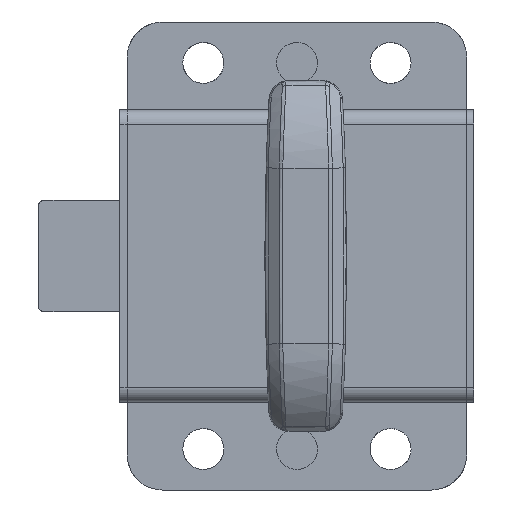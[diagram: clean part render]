
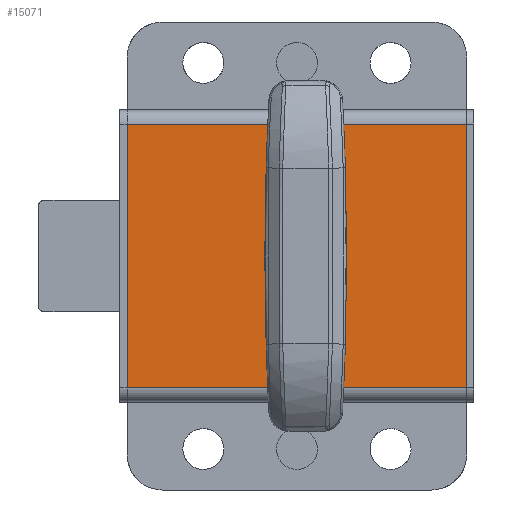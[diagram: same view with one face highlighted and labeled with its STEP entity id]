
A CAD part, front view. The second image highlights one B-rep face of the part: STEP entity #15071.
In plain terms, the highlighted free-form (B-spline) face has degree [1, 1] with [2, 2] control points.
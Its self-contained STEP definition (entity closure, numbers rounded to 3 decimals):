
#13247=CARTESIAN_POINT('',(4.963,-15.0,4.197));
#13248=VERTEX_POINT('',#13247);
#13254=CARTESIAN_POINT('',(0.,-15.0,6.5));
#13255=VERTEX_POINT('',#13254);
#13256=CARTESIAN_POINT('',(4.963,-15.0,4.197));
#13257=CARTESIAN_POINT('',(4.716,-15.0,4.489));
#13258=CARTESIAN_POINT('',(4.108,-15.,5.092));
#13259=CARTESIAN_POINT('',(2.948,-15.,5.858));
#13260=CARTESIAN_POINT('',(1.529,-15.,6.381));
#13261=CARTESIAN_POINT('',(0.5,-15.,6.5));
#13262=CARTESIAN_POINT('',(0.,-15.0,6.5));
#13263=B_SPLINE_CURVE_WITH_KNOTS('',3,(#13256,#13257,#13258,#13259,#13260,#13261,#13262),.UNSPECIFIED.,.F.,.U.,(4,1,1,1,4),(0.,1.147,2.559,4.147,5.647),.UNSPECIFIED.);
#13264=EDGE_CURVE('',#13248,#13255,#13263,.T.);
#13266=CARTESIAN_POINT('',(-6.5,-15.0,0.));
#13267=VERTEX_POINT('',#13266);
#13268=CARTESIAN_POINT('',(0.,-15.0,6.5));
#13269=CARTESIAN_POINT('',(-0.425,-15.,6.5));
#13270=CARTESIAN_POINT('',(-1.329,-15.,6.411));
#13271=CARTESIAN_POINT('',(-2.452,-15.,6.056));
#13272=CARTESIAN_POINT('',(-3.397,-15.,5.565));
#13273=CARTESIAN_POINT('',(-4.248,-15.,4.966));
#13274=CARTESIAN_POINT('',(-5.037,-15.,4.167));
#13275=CARTESIAN_POINT('',(-5.65,-15.,3.262));
#13276=CARTESIAN_POINT('',(-6.111,-15.,2.301));
#13277=CARTESIAN_POINT('',(-6.424,-15.,1.223));
#13278=CARTESIAN_POINT('',(-6.5,-15.,0.399));
#13279=CARTESIAN_POINT('',(-6.5,-15.0,0.));
#13280=B_SPLINE_CURVE_WITH_KNOTS('',3,(#13268,#13269,#13270,#13271,#13272,#13273,#13274,#13275,#13276,#13277,#13278,#13279),.UNSPECIFIED.,.F.,.U.,(4,1,1,1,1,1,1,1,1,4),(0.,1.276,2.712,3.51,4.467,5.823,6.86,7.737,9.014,10.21),.UNSPECIFIED.);
#13281=EDGE_CURVE('',#13255,#13267,#13280,.T.);
#13283=CARTESIAN_POINT('',(0.,-15.0,-6.5));
#13284=VERTEX_POINT('',#13283);
#13285=CARTESIAN_POINT('',(-6.5,-15.0,0.));
#13286=CARTESIAN_POINT('',(-6.5,-15.0,-0.558));
#13287=CARTESIAN_POINT('',(-6.383,-15.,-1.462));
#13288=CARTESIAN_POINT('',(-5.959,-15.,-2.67));
#13289=CARTESIAN_POINT('',(-5.367,-15.,-3.746));
#13290=CARTESIAN_POINT('',(-4.586,-15.,-4.663));
#13291=CARTESIAN_POINT('',(-3.566,-15.,-5.479));
#13292=CARTESIAN_POINT('',(-2.48,-15.,-6.059));
#13293=CARTESIAN_POINT('',(-1.223,-15.,-6.424));
#13294=CARTESIAN_POINT('',(-0.399,-15.,-6.5));
#13295=CARTESIAN_POINT('',(0.,-15.0,-6.5));
#13296=B_SPLINE_CURVE_WITH_KNOTS('',3,(#13285,#13286,#13287,#13288,#13289,#13290,#13291,#13292,#13293,#13294,#13295),.UNSPECIFIED.,.F.,.U.,(4,1,1,1,1,1,1,1,4),(0.,1.675,2.712,3.829,5.344,6.302,7.737,9.014,10.21),.UNSPECIFIED.);
#13297=EDGE_CURVE('',#13267,#13284,#13296,.T.);
#13299=CARTESIAN_POINT('',(4.474,-15.0,-4.715));
#13300=VERTEX_POINT('',#13299);
#13301=CARTESIAN_POINT('',(0.,-15.0,-6.5));
#13302=CARTESIAN_POINT('',(0.463,-15.,-6.5));
#13303=CARTESIAN_POINT('',(1.208,-15.,-6.42));
#13304=CARTESIAN_POINT('',(2.347,-15.,-6.094));
#13305=CARTESIAN_POINT('',(3.42,-15.,-5.583));
#13306=CARTESIAN_POINT('',(4.139,-15.,-5.033));
#13307=CARTESIAN_POINT('',(4.474,-15.0,-4.715));
#13308=B_SPLINE_CURVE_WITH_KNOTS('',3,(#13301,#13302,#13303,#13304,#13305,#13306,#13307),.UNSPECIFIED.,.F.,.U.,(4,1,1,1,4),(0.,1.388,2.236,3.547,4.935),.UNSPECIFIED.);
#13309=EDGE_CURVE('',#13284,#13300,#13308,.T.);
#13399=CARTESIAN_POINT('',(6.5,-15.0,0.));
#13400=VERTEX_POINT('',#13399);
#13401=CARTESIAN_POINT('',(4.474,-15.0,-4.715));
#13402=CARTESIAN_POINT('',(4.973,-15.,-4.242));
#13403=CARTESIAN_POINT('',(5.665,-15.0,-3.336));
#13404=CARTESIAN_POINT('',(6.342,-15.,-1.703));
#13405=CARTESIAN_POINT('',(6.5,-15.,-0.632));
#13406=CARTESIAN_POINT('',(6.5,-15.0,0.));
#13407=B_SPLINE_CURVE_WITH_KNOTS('',3,(#13401,#13402,#13403,#13404,#13405,#13406),.UNSPECIFIED.,.F.,.U.,(4,1,1,4),(0.,2.061,3.379,5.275),.UNSPECIFIED.);
#13408=EDGE_CURVE('',#13300,#13400,#13407,.T.);
#13410=CARTESIAN_POINT('',(6.5,-15.0,0.));
#13411=CARTESIAN_POINT('',(6.5,-15.,0.642));
#13412=CARTESIAN_POINT('',(6.362,-15.,1.568));
#13413=CARTESIAN_POINT('',(5.822,-15.,2.994));
#13414=CARTESIAN_POINT('',(5.347,-15.,3.744));
#13415=CARTESIAN_POINT('',(4.963,-15.0,4.197));
#13416=B_SPLINE_CURVE_WITH_KNOTS('',3,(#13410,#13411,#13412,#13413,#13414,#13415),.UNSPECIFIED.,.F.,.U.,(4,1,1,4),(0.,1.925,2.781,4.563),.UNSPECIFIED.);
#13417=EDGE_CURVE('',#13400,#13248,#13416,.T.);
#14535=CARTESIAN_POINT('',(-30.5,-15.0,-22.5));
#14536=VERTEX_POINT('',#14535);
#14550=CARTESIAN_POINT('',(-30.5,-15.0,22.5));
#14551=VERTEX_POINT('',#14550);
#14552=CARTESIAN_POINT('',(-30.5,-15.0,22.5));
#14553=CARTESIAN_POINT('',(-30.5,-15.0,-22.5));
#14554=QUASI_UNIFORM_CURVE('',1,(#14552,#14553),.UNSPECIFIED.,.F.,.U.);
#14555=EDGE_CURVE('',#14551,#14536,#14554,.T.);
#14778=CARTESIAN_POINT('',(27.5,-15.0,22.5));
#14779=VERTEX_POINT('',#14778);
#14793=CARTESIAN_POINT('',(27.5,-15.0,-22.5));
#14794=VERTEX_POINT('',#14793);
#14795=CARTESIAN_POINT('',(27.5,-15.0,22.5));
#14796=CARTESIAN_POINT('',(27.5,-15.0,-22.5));
#14797=QUASI_UNIFORM_CURVE('',1,(#14795,#14796),.UNSPECIFIED.,.F.,.U.);
#14798=EDGE_CURVE('',#14779,#14794,#14797,.T.);
#15040=CARTESIAN_POINT('',(27.5,-15.0,-22.5));
#15041=CARTESIAN_POINT('',(-30.5,-15.0,-22.5));
#15042=QUASI_UNIFORM_CURVE('',1,(#15040,#15041),.UNSPECIFIED.,.F.,.U.);
#15043=EDGE_CURVE('',#14794,#14536,#15042,.T.);
#15048=CARTESIAN_POINT('',(-33.397,-15.0,-24.748));
#15049=CARTESIAN_POINT('',(-33.397,-15.0,24.748));
#15050=CARTESIAN_POINT('',(30.397,-15.0,-24.748));
#15051=CARTESIAN_POINT('',(30.397,-15.0,24.748));
#15052=B_SPLINE_SURFACE_WITH_KNOTS('',1,1,((#15048,#15050),(#15049,#15051)),.UNSPECIFIED.,.F.,.F.,.U.,(2,2),(2,2),(0.0,49.496),(0.0,63.794),.UNSPECIFIED.);
#15053=ORIENTED_EDGE('',*,*,#14555,.T.);
#15054=ORIENTED_EDGE('',*,*,#15043,.F.);
#15055=ORIENTED_EDGE('',*,*,#14798,.F.);
#15056=CARTESIAN_POINT('',(27.5,-15.0,22.5));
#15057=CARTESIAN_POINT('',(-30.5,-15.0,22.5));
#15058=QUASI_UNIFORM_CURVE('',1,(#15056,#15057),.UNSPECIFIED.,.F.,.U.);
#15059=EDGE_CURVE('',#14779,#14551,#15058,.T.);
#15060=ORIENTED_EDGE('',*,*,#15059,.T.);
#15061=EDGE_LOOP('',(#15053,#15054,#15055,#15060));
#15062=FACE_OUTER_BOUND('',#15061,.T.);
#15063=ORIENTED_EDGE('',*,*,#13281,.F.);
#15064=ORIENTED_EDGE('',*,*,#13264,.F.);
#15065=ORIENTED_EDGE('',*,*,#13417,.F.);
#15066=ORIENTED_EDGE('',*,*,#13408,.F.);
#15067=ORIENTED_EDGE('',*,*,#13309,.F.);
#15068=ORIENTED_EDGE('',*,*,#13297,.F.);
#15069=EDGE_LOOP('',(#15063,#15064,#15065,#15066,#15067,#15068));
#15070=FACE_BOUND('',#15069,.T.);
#15071=ADVANCED_FACE('',(#15062,#15070),#15052,.F.);
